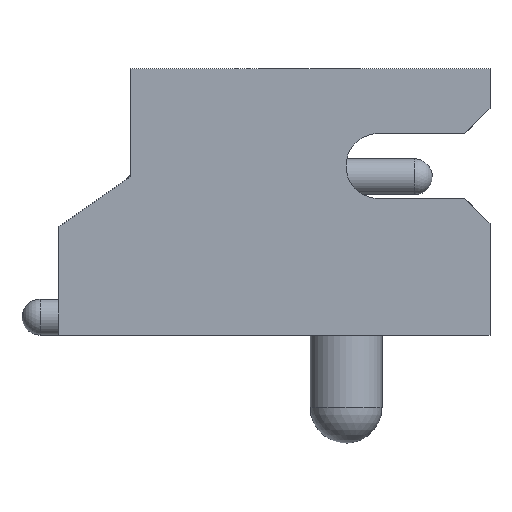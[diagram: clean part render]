
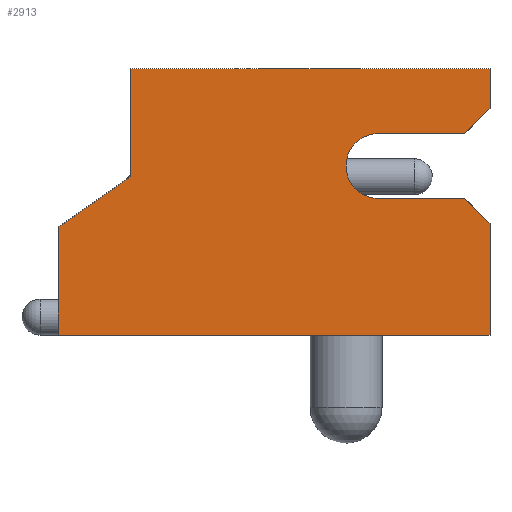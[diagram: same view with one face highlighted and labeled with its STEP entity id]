
A CAD part, front view. The second image highlights one B-rep face of the part: STEP entity #2913.
In plain terms, the highlighted planar face has unit normal (0, -1, 0).
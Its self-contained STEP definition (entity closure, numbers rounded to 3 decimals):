
#54=PLANE('',#3215);
#253=FACE_OUTER_BOUND('',#414,.T.);
#414=EDGE_LOOP('',(#2277,#2278,#2279,#2280,#2281,#2282,#2283,#2284,#2285,
#2286,#2287,#2288));
#569=LINE('',#4769,#851);
#580=LINE('',#4806,#862);
#590=LINE('',#4826,#872);
#600=LINE('',#4847,#882);
#603=LINE('',#4853,#885);
#611=LINE('',#4871,#893);
#612=LINE('',#4872,#894);
#613=LINE('',#4874,#895);
#614=LINE('',#4876,#896);
#615=LINE('',#4878,#897);
#616=LINE('',#4879,#898);
#851=VECTOR('',#3743,10.);
#862=VECTOR('',#3776,10.);
#872=VECTOR('',#3792,10.);
#882=VECTOR('',#3806,10.);
#885=VECTOR('',#3811,10.);
#893=VECTOR('',#3831,10.);
#894=VECTOR('',#3832,10.);
#895=VECTOR('',#3833,10.);
#896=VECTOR('',#3834,10.);
#897=VECTOR('',#3835,10.);
#898=VECTOR('',#3836,10.);
#1192=CIRCLE('',#3212,0.45);
#1323=VERTEX_POINT('',#4766);
#1324=VERTEX_POINT('',#4768);
#1338=VERTEX_POINT('',#4803);
#1339=VERTEX_POINT('',#4805);
#1346=VERTEX_POINT('',#4825);
#1354=VERTEX_POINT('',#4844);
#1355=VERTEX_POINT('',#4846);
#1357=VERTEX_POINT('',#4852);
#1361=VERTEX_POINT('',#4870);
#1362=VERTEX_POINT('',#4873);
#1363=VERTEX_POINT('',#4875);
#1364=VERTEX_POINT('',#4877);
#1655=EDGE_CURVE('',#1324,#1323,#569,.T.);
#1672=EDGE_CURVE('',#1339,#1338,#580,.T.);
#1682=EDGE_CURVE('',#1346,#1339,#590,.T.);
#1692=EDGE_CURVE('',#1355,#1354,#600,.T.);
#1695=EDGE_CURVE('',#1357,#1355,#603,.T.);
#1698=EDGE_CURVE('',#1338,#1357,#1192,.T.);
#1705=EDGE_CURVE('',#1361,#1354,#611,.T.);
#1706=EDGE_CURVE('',#1324,#1361,#612,.T.);
#1707=EDGE_CURVE('',#1323,#1362,#613,.T.);
#1708=EDGE_CURVE('',#1362,#1363,#614,.T.);
#1709=EDGE_CURVE('',#1363,#1364,#615,.T.);
#1710=EDGE_CURVE('',#1346,#1364,#616,.T.);
#2277=ORIENTED_EDGE('',*,*,#1682,.T.);
#2278=ORIENTED_EDGE('',*,*,#1672,.T.);
#2279=ORIENTED_EDGE('',*,*,#1698,.T.);
#2280=ORIENTED_EDGE('',*,*,#1695,.T.);
#2281=ORIENTED_EDGE('',*,*,#1692,.T.);
#2282=ORIENTED_EDGE('',*,*,#1705,.F.);
#2283=ORIENTED_EDGE('',*,*,#1706,.F.);
#2284=ORIENTED_EDGE('',*,*,#1655,.T.);
#2285=ORIENTED_EDGE('',*,*,#1707,.T.);
#2286=ORIENTED_EDGE('',*,*,#1708,.T.);
#2287=ORIENTED_EDGE('',*,*,#1709,.T.);
#2288=ORIENTED_EDGE('',*,*,#1710,.F.);
#2913=ADVANCED_FACE('',(#253),#54,.T.);
#3212=AXIS2_PLACEMENT_3D('',#4857,#3817,#3818);
#3215=AXIS2_PLACEMENT_3D('',#4869,#3829,#3830);
#3743=DIRECTION('',(0.,0.,-1.));
#3776=DIRECTION('',(-1.,0.,0.));
#3792=DIRECTION('',(-0.707,0.,0.707));
#3806=DIRECTION('',(0.707,0.,0.707));
#3811=DIRECTION('',(1.,0.,0.));
#3817=DIRECTION('center_axis',(0.,1.,0.));
#3818=DIRECTION('ref_axis',(0.,0.,1.));
#3829=DIRECTION('center_axis',(0.,-1.,0.));
#3830=DIRECTION('ref_axis',(0.,0.,-1.));
#3831=DIRECTION('',(0.,0.,-1.));
#3832=DIRECTION('',(1.,0.,0.));
#3833=DIRECTION('',(-0.819,0.,-0.573));
#3834=DIRECTION('',(0.,0.,-1.));
#3835=DIRECTION('',(1.,0.,0.));
#3836=DIRECTION('',(0.,0.,-1.));
#4766=CARTESIAN_POINT('',(-3.,-0.6,2.2));
#4768=CARTESIAN_POINT('',(-3.,-0.6,3.7));
#4769=CARTESIAN_POINT('',(-3.,-0.6,3.7));
#4803=CARTESIAN_POINT('',(0.45,-0.6,1.9));
#4805=CARTESIAN_POINT('',(1.65,-0.6,1.9));
#4806=CARTESIAN_POINT('',(-0.675,-0.6,1.9));
#4825=CARTESIAN_POINT('',(2.,-0.6,1.55));
#4826=CARTESIAN_POINT('',(0.213,-0.6,3.338));
#4844=CARTESIAN_POINT('',(2.,-0.6,3.15));
#4846=CARTESIAN_POINT('',(1.65,-0.6,2.8));
#4847=CARTESIAN_POINT('',(0.713,-0.6,1.863));
#4852=CARTESIAN_POINT('',(0.45,-0.6,2.8));
#4853=CARTESIAN_POINT('',(-1.275,-0.6,2.8));
#4857=CARTESIAN_POINT('Origin',(0.45,-0.6,2.35));
#4869=CARTESIAN_POINT('Origin',(-3.,-0.6,3.7));
#4870=CARTESIAN_POINT('',(2.,-0.6,3.7));
#4871=CARTESIAN_POINT('',(2.,-0.6,3.7));
#4872=CARTESIAN_POINT('',(-3.,-0.6,3.7));
#4873=CARTESIAN_POINT('',(-4.,-0.6,1.5));
#4874=CARTESIAN_POINT('',(-3.,-0.6,2.2));
#4875=CARTESIAN_POINT('',(-4.,-0.6,0.));
#4876=CARTESIAN_POINT('',(-4.,-0.6,1.5));
#4877=CARTESIAN_POINT('',(2.,-0.6,0.));
#4878=CARTESIAN_POINT('',(-3.,-0.6,0.));
#4879=CARTESIAN_POINT('',(2.,-0.6,3.7));
